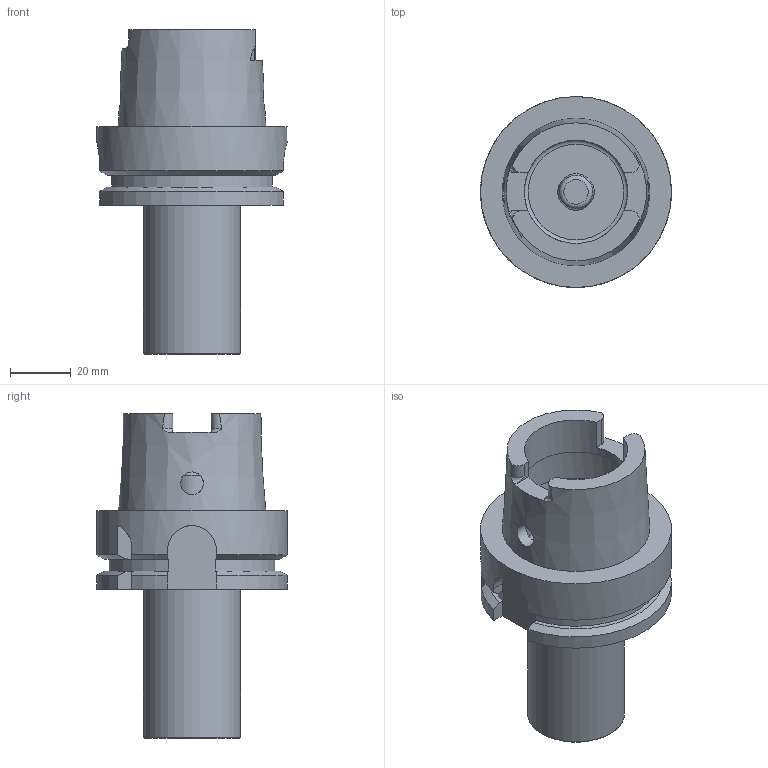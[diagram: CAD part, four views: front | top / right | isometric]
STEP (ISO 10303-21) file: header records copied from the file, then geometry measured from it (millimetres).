
FILE_DESCRIPTION(/* description */ (''),/* implementation_level */ '2;1');
FILE_NAME(/* name */ '6970_1_3D.STP',/* time_stamp */ '2023-01-18T08:45:37+01:00',/* author */ (''),/* organization */ ('SMS'),/* preprocessor_version */ 'ST-DEVELOPER v16.7',/* originating_system */ 'SIEMENS PLM Software NX 12.0',/* authorisation */ '');
FILE_SCHEMA (('AUTOMOTIVE_DESIGN { 1 0 10303 214 3 1 1 1 }'));
Length unit declared in the file: millimetre
Products named in the file (1): 6970_1_3D
Bounding box: 62.94 x 62.94 x 106.9 mm (x, y, z)
Volume: 126780.3 mm3; surface area: 27361.2 mm2
Topology: 1 solids, 1 shells, 73 faces, 208 edges, 137 vertices
Faces by surface type: plane 35, cylinder 22, cone 10, torus 6
Full cylindrical faces by diameter (mm): 7.5 x2, 12 x1, 32 x1, 34.05 x2, 40.08 x1, 62.94 x1
Entity records: 2544 total; most frequent: CARTESIAN_POINT 742, DIRECTION 361, ORIENTED_EDGE 358, EDGE_CURVE 179, AXIS2_PLACEMENT_3D 138, VERTEX_POINT 125, EDGE_LOOP 94, LINE 85
